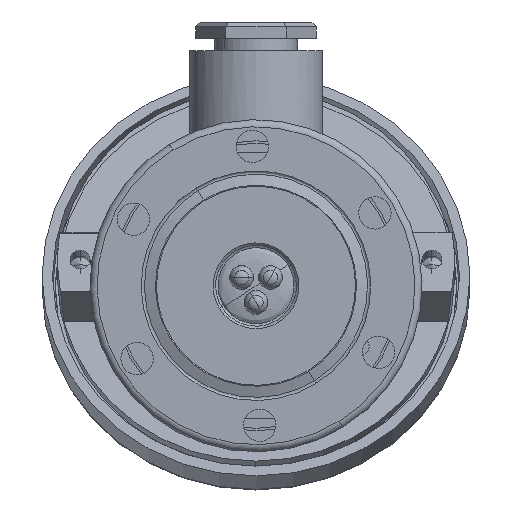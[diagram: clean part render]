
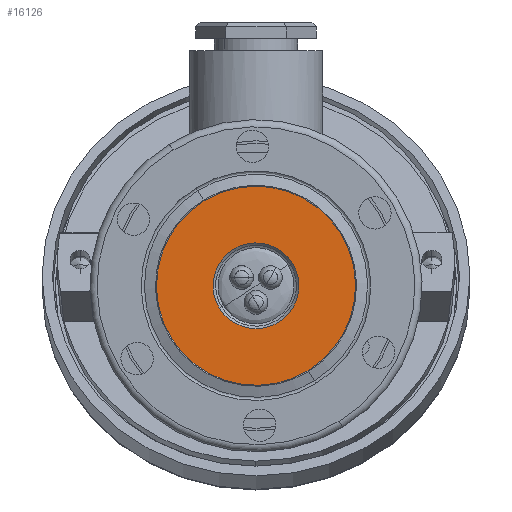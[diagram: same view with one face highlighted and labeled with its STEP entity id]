
A CAD part, front view. The second image highlights one B-rep face of the part: STEP entity #16126.
In plain terms, the highlighted face is planar.
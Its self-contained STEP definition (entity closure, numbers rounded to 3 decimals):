
#747 = ORIENTED_EDGE ( 'NONE', *, *, #2453, .T. ) ;
#1153 = VERTEX_POINT ( 'NONE', #1455 ) ;
#1157 = CARTESIAN_POINT ( 'NONE',  ( 20.95, 21.569, 0. ) ) ;
#1241 = DIRECTION ( 'NONE',  ( -1., 0., 0. ) ) ;
#1455 = CARTESIAN_POINT ( 'NONE',  ( 0., 21.569, -9.025 ) ) ;
#1474 = DIRECTION ( 'NONE',  ( 0., 1., 0. ) ) ;
#2453 = EDGE_CURVE ( 'NONE', #5537, #18469, #19030, .T. ) ;
#2646 = CARTESIAN_POINT ( 'NONE',  ( 0., 21.569, 0. ) ) ;
#3092 = CIRCLE ( 'NONE', #10377, 9.025 ) ;
#3345 = CARTESIAN_POINT ( 'NONE',  ( 0., 21.569, 0. ) ) ;
#3418 = DIRECTION ( 'NONE',  ( 0., 1., 0. ) ) ;
#3826 = CIRCLE ( 'NONE', #6336, 9.025 ) ;
#4466 = CIRCLE ( 'NONE', #5741, 20.95 ) ;
#4697 = DIRECTION ( 'NONE',  ( 0., 1., 0. ) ) ;
#5537 = VERTEX_POINT ( 'NONE', #1157 ) ;
#5741 = AXIS2_PLACEMENT_3D ( 'NONE', #3345, #1474, #10500 ) ;
#6096 = DIRECTION ( 'NONE',  ( 0., 0., 1. ) ) ;
#6336 = AXIS2_PLACEMENT_3D ( 'NONE', #13609, #4697, #6096 ) ;
#6409 = CARTESIAN_POINT ( 'NONE',  ( 0., 21.569, 9.025 ) ) ;
#6424 = ORIENTED_EDGE ( 'NONE', *, *, #8700, .F. ) ;
#6855 = DIRECTION ( 'NONE',  ( 0., 0., 1. ) ) ;
#8386 = EDGE_LOOP ( 'NONE', ( #6424, #9935 ) ) ;
#8700 = EDGE_CURVE ( 'NONE', #11147, #1153, #3826, .T. ) ;
#9267 = EDGE_CURVE ( 'NONE', #18469, #5537, #4466, .T. ) ;
#9276 = CARTESIAN_POINT ( 'NONE',  ( 0., 21.569, 0. ) ) ;
#9464 = DIRECTION ( 'NONE',  ( -1., 0., 0. ) ) ;
#9935 = ORIENTED_EDGE ( 'NONE', *, *, #15007, .F. ) ;
#10146 = FACE_BOUND ( 'NONE', #8386, .T. ) ;
#10377 = AXIS2_PLACEMENT_3D ( 'NONE', #17035, #14372, #6855 ) ;
#10500 = DIRECTION ( 'NONE',  ( -1., 0., 0. ) ) ;
#11147 = VERTEX_POINT ( 'NONE', #6409 ) ;
#11450 = DIRECTION ( 'NONE',  ( 0., 1., 0. ) ) ;
#11724 = PLANE ( 'NONE',  #18560 ) ;
#13319 = AXIS2_PLACEMENT_3D ( 'NONE', #9276, #3418, #9464 ) ;
#13609 = CARTESIAN_POINT ( 'NONE',  ( 0., 21.569, 0. ) ) ;
#14372 = DIRECTION ( 'NONE',  ( 0., 1., 0. ) ) ;
#15007 = EDGE_CURVE ( 'NONE', #1153, #11147, #3092, .T. ) ;
#15747 = ORIENTED_EDGE ( 'NONE', *, *, #9267, .T. ) ;
#16126 = ADVANCED_FACE ( 'NONE', ( #10146, #16185 ), #11724, .T. ) ;
#16185 = FACE_OUTER_BOUND ( 'NONE', #19344, .T. ) ;
#16325 = CARTESIAN_POINT ( 'NONE',  ( -20.95, 21.569, 0. ) ) ;
#17035 = CARTESIAN_POINT ( 'NONE',  ( 0., 21.569, 0. ) ) ;
#18469 = VERTEX_POINT ( 'NONE', #16325 ) ;
#18560 = AXIS2_PLACEMENT_3D ( 'NONE', #2646, #11450, #1241 ) ;
#19030 = CIRCLE ( 'NONE', #13319, 20.95 ) ;
#19344 = EDGE_LOOP ( 'NONE', ( #15747, #747 ) ) ;
